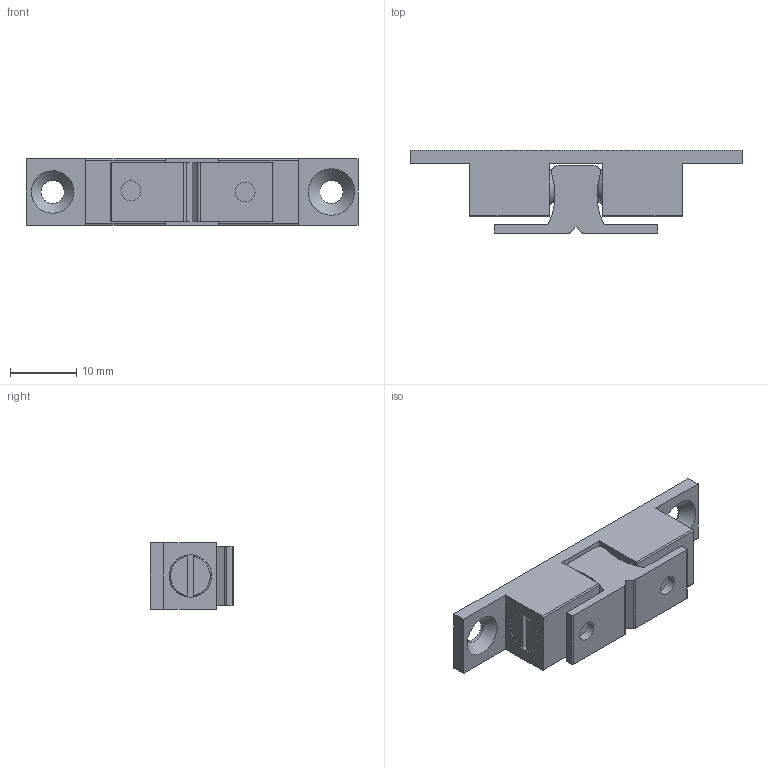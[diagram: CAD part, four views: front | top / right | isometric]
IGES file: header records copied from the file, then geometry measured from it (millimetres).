
Global section: file name: 620009.stp.iam; native system: Autodesk Inventor 2014; preprocessor: unknown; author: zeman; date: 20151016.110636; units: millimetre
Bounding box: 50 x 12.5 x 10 mm (x, y, z)
Volume: 3365.9 mm3; surface area: 3648.6 mm2
Topology: 6 solids, 6 shells, 73 faces, 193 edges, 130 vertices
Faces by surface type: plane 39, cylinder 14, revolution 12, cone 6, sphere 2
Full cylindrical faces by diameter (mm): 7 x2
